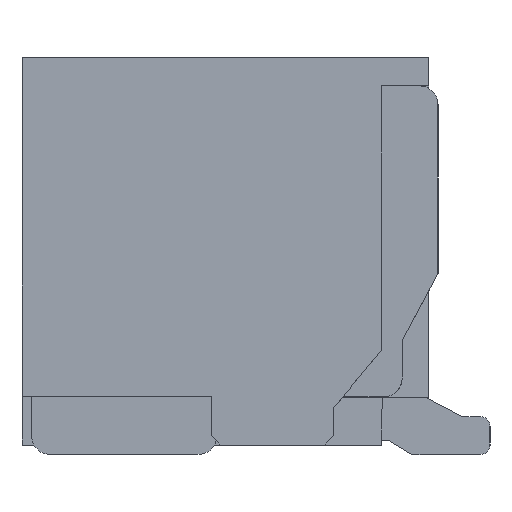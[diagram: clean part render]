
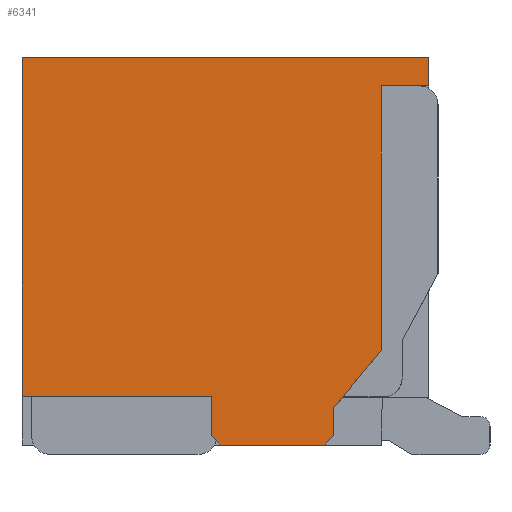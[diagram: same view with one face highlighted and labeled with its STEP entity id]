
A CAD part, left-side view. The second image highlights one B-rep face of the part: STEP entity #6341.
In plain terms, the highlighted planar face has unit normal (-1, 0, 0).
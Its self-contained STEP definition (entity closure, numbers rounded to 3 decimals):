
#298 = CARTESIAN_POINT ( 'NONE',  ( -11., -2.15, 4.1 ) ) ;
#653 = ORIENTED_EDGE ( 'NONE', *, *, #16080, .T. ) ;
#1042 = VERTEX_POINT ( 'NONE', #12279 ) ;
#1362 = CARTESIAN_POINT ( 'NONE',  ( -11., -1.65, 1. ) ) ;
#1730 = EDGE_CURVE ( 'NONE', #8880, #2154, #11371, .T. ) ;
#1748 = ORIENTED_EDGE ( 'NONE', *, *, #16334, .F. ) ;
#1801 = LINE ( 'NONE', #10275, #12368 ) ;
#1980 = CARTESIAN_POINT ( 'NONE',  ( -11., -1.15, 0.4 ) ) ;
#2120 = CARTESIAN_POINT ( 'NONE',  ( -11., 0.15, 0.1 ) ) ;
#2154 = VERTEX_POINT ( 'NONE', #13489 ) ;
#2168 = EDGE_CURVE ( 'NONE', #2154, #12321, #11833, .T. ) ;
#2241 = VECTOR ( 'NONE', #13342, 1000. ) ;
#2515 = EDGE_CURVE ( 'NONE', #17416, #16369, #21739, .T. ) ;
#2576 = VECTOR ( 'NONE', #13667, 1000. ) ;
#2718 = EDGE_CURVE ( 'NONE', #1042, #16369, #18487, .T. ) ;
#2730 = VERTEX_POINT ( 'NONE', #4947 ) ;
#3275 = ORIENTED_EDGE ( 'NONE', *, *, #14376, .T. ) ;
#3583 = LINE ( 'NONE', #298, #14677 ) ;
#4053 = EDGE_CURVE ( 'NONE', #15041, #17416, #1801, .T. ) ;
#4197 = EDGE_CURVE ( 'NONE', #1042, #12557, #9056, .T. ) ;
#4540 = DIRECTION ( 'NONE',  ( 0., 0., -1. ) ) ;
#4726 = CARTESIAN_POINT ( 'NONE',  ( -11., 2.15, 4.1 ) ) ;
#4728 = ORIENTED_EDGE ( 'NONE', *, *, #2168, .F. ) ;
#4947 = CARTESIAN_POINT ( 'NONE',  ( -11., -1.05, 0. ) ) ;
#5356 = ORIENTED_EDGE ( 'NONE', *, *, #4197, .F. ) ;
#5626 = CARTESIAN_POINT ( 'NONE',  ( -11., 0.15, 0.516 ) ) ;
#6341 = ADVANCED_FACE ( 'NONE', ( #18645 ), #10290, .F. ) ;
#6405 = VECTOR ( 'NONE', #10599, 1000. ) ;
#6660 = VECTOR ( 'NONE', #10375, 1000. ) ;
#6790 = CARTESIAN_POINT ( 'NONE',  ( -11., 0.05, 0. ) ) ;
#6973 = LINE ( 'NONE', #19082, #2576 ) ;
#7011 = ORIENTED_EDGE ( 'NONE', *, *, #9495, .F. ) ;
#7498 = CARTESIAN_POINT ( 'NONE',  ( -11., -1.15, 0.1 ) ) ;
#7796 = VECTOR ( 'NONE', #17257, 1000. ) ;
#8411 = DIRECTION ( 'NONE',  ( 0., 0., 1. ) ) ;
#8485 = VECTOR ( 'NONE', #4540, 1000. ) ;
#8519 = VECTOR ( 'NONE', #15347, 1000. ) ;
#8749 = CARTESIAN_POINT ( 'NONE',  ( -11., -2.15, 4.1 ) ) ;
#8863 = DIRECTION ( 'NONE',  ( 1., 0., 0. ) ) ;
#8880 = VERTEX_POINT ( 'NONE', #14773 ) ;
#9056 = LINE ( 'NONE', #20839, #6405 ) ;
#9329 = DIRECTION ( 'NONE',  ( 0., -1., 0. ) ) ;
#9495 = EDGE_CURVE ( 'NONE', #18388, #8880, #17077, .T. ) ;
#9976 = ORIENTED_EDGE ( 'NONE', *, *, #4053, .F. ) ;
#10130 = ORIENTED_EDGE ( 'NONE', *, *, #13148, .T. ) ;
#10183 = CARTESIAN_POINT ( 'NONE',  ( -11., 2.15, 0.516 ) ) ;
#10275 = CARTESIAN_POINT ( 'NONE',  ( -11., 0.15, 0. ) ) ;
#10290 = PLANE ( 'NONE',  #16068 ) ;
#10375 = DIRECTION ( 'NONE',  ( 0., -0.707, -0.707 ) ) ;
#10599 = DIRECTION ( 'NONE',  ( 0., -1., 0. ) ) ;
#11060 = VERTEX_POINT ( 'NONE', #6790 ) ;
#11371 = LINE ( 'NONE', #1362, #8485 ) ;
#11825 = ORIENTED_EDGE ( 'NONE', *, *, #1730, .F. ) ;
#11833 = LINE ( 'NONE', #18680, #7796 ) ;
#12001 = VERTEX_POINT ( 'NONE', #7498 ) ;
#12279 = CARTESIAN_POINT ( 'NONE',  ( -11., 2.15, 4.1 ) ) ;
#12321 = VERTEX_POINT ( 'NONE', #1980 ) ;
#12368 = VECTOR ( 'NONE', #8411, 1000. ) ;
#12557 = VERTEX_POINT ( 'NONE', #15458 ) ;
#13148 = EDGE_CURVE ( 'NONE', #15041, #11060, #17198, .T. ) ;
#13210 = ORIENTED_EDGE ( 'NONE', *, *, #2718, .T. ) ;
#13342 = DIRECTION ( 'NONE',  ( 0., -0.707, 0.707 ) ) ;
#13489 = CARTESIAN_POINT ( 'NONE',  ( -11., -1.65, 1. ) ) ;
#13667 = DIRECTION ( 'NONE',  ( 0., 0., -1. ) ) ;
#13694 = DIRECTION ( 'NONE',  ( 0., 0., -1. ) ) ;
#13807 = ORIENTED_EDGE ( 'NONE', *, *, #14736, .F. ) ;
#13961 = VECTOR ( 'NONE', #20377, 1000. ) ;
#14376 = EDGE_CURVE ( 'NONE', #11060, #2730, #14693, .T. ) ;
#14677 = VECTOR ( 'NONE', #13694, 1000. ) ;
#14693 = LINE ( 'NONE', #21318, #19267 ) ;
#14736 = EDGE_CURVE ( 'NONE', #12557, #18388, #3583, .T. ) ;
#14773 = CARTESIAN_POINT ( 'NONE',  ( -11., -1.65, 3.8 ) ) ;
#15041 = VERTEX_POINT ( 'NONE', #15737 ) ;
#15347 = DIRECTION ( 'NONE',  ( 0., 1., 0. ) ) ;
#15458 = CARTESIAN_POINT ( 'NONE',  ( -11., -2.15, 4.1 ) ) ;
#15737 = CARTESIAN_POINT ( 'NONE',  ( -11., 0.15, 0.1 ) ) ;
#16068 = AXIS2_PLACEMENT_3D ( 'NONE', #8749, #8863, #17012 ) ;
#16080 = EDGE_CURVE ( 'NONE', #2730, #12001, #18198, .T. ) ;
#16334 = EDGE_CURVE ( 'NONE', #12321, #12001, #6973, .T. ) ;
#16369 = VERTEX_POINT ( 'NONE', #19613 ) ;
#16558 = CARTESIAN_POINT ( 'NONE',  ( -11., -1.05, 0. ) ) ;
#17012 = DIRECTION ( 'NONE',  ( 0., 0., -1. ) ) ;
#17077 = LINE ( 'NONE', #18713, #13961 ) ;
#17198 = LINE ( 'NONE', #2120, #6660 ) ;
#17257 = DIRECTION ( 'NONE',  ( 0., 0.64, -0.768 ) ) ;
#17416 = VERTEX_POINT ( 'NONE', #5626 ) ;
#17765 = CARTESIAN_POINT ( 'NONE',  ( -11., -2.15, 3.8 ) ) ;
#18158 = DIRECTION ( 'NONE',  ( 0., 0., -1. ) ) ;
#18198 = LINE ( 'NONE', #16558, #2241 ) ;
#18388 = VERTEX_POINT ( 'NONE', #17765 ) ;
#18487 = LINE ( 'NONE', #4726, #18700 ) ;
#18645 = FACE_OUTER_BOUND ( 'NONE', #21641, .T. ) ;
#18680 = CARTESIAN_POINT ( 'NONE',  ( -11., -1.15, 0.4 ) ) ;
#18700 = VECTOR ( 'NONE', #18158, 1000. ) ;
#18713 = CARTESIAN_POINT ( 'NONE',  ( -11., -1.65, 3.8 ) ) ;
#19082 = CARTESIAN_POINT ( 'NONE',  ( -11., -1.15, 0. ) ) ;
#19267 = VECTOR ( 'NONE', #9329, 1000. ) ;
#19270 = ORIENTED_EDGE ( 'NONE', *, *, #2515, .F. ) ;
#19613 = CARTESIAN_POINT ( 'NONE',  ( -11., 2.15, 0.516 ) ) ;
#20377 = DIRECTION ( 'NONE',  ( 0., 1., 0. ) ) ;
#20839 = CARTESIAN_POINT ( 'NONE',  ( -11., -2.15, 4.1 ) ) ;
#21318 = CARTESIAN_POINT ( 'NONE',  ( -11., -2.15, 0. ) ) ;
#21641 = EDGE_LOOP ( 'NONE', ( #9976, #10130, #3275, #653, #1748, #4728, #11825, #7011, #13807, #5356, #13210, #19270 ) ) ;
#21739 = LINE ( 'NONE', #10183, #8519 ) ;
